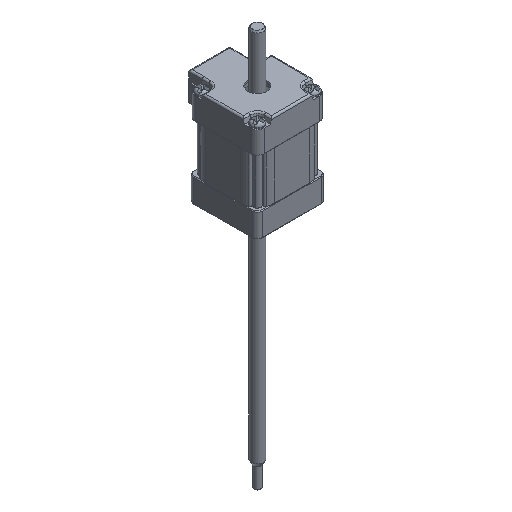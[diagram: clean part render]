
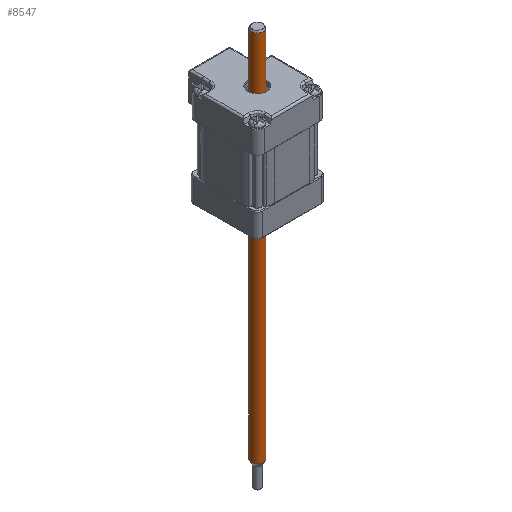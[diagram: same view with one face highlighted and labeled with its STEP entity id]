
A CAD part, isometric view. The second image highlights one B-rep face of the part: STEP entity #8547.
In plain terms, the highlighted cylindrical face has radius 1.75 mm (diameter 3.5 mm), a partial arc.
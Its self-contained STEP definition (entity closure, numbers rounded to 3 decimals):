
#125 = ORIENTED_EDGE ( 'NONE', *, *, #11221, .T. ) ;
#354 = ORIENTED_EDGE ( 'NONE', *, *, #6952, .T. ) ;
#621 = AXIS2_PLACEMENT_3D ( 'NONE', #5270, #11676, #6177 ) ;
#1513 = AXIS2_PLACEMENT_3D ( 'NONE', #4031, #8519, #6749 ) ;
#1857 = CYLINDRICAL_SURFACE ( 'NONE', #1513, 1.75 ) ;
#2141 = VERTEX_POINT ( 'NONE', #10805 ) ;
#2282 = CARTESIAN_POINT ( 'NONE',  ( 1.185, -2.047, 30.416 ) ) ;
#2300 = CIRCLE ( 'NONE', #621, 1.75 ) ;
#2465 = CARTESIAN_POINT ( 'NONE',  ( 1.185, -2.047, -77.785 ) ) ;
#2484 = DIRECTION ( 'NONE',  ( 0., 0., -1. ) ) ;
#3232 = ORIENTED_EDGE ( 'NONE', *, *, #9818, .F. ) ;
#3559 = VERTEX_POINT ( 'NONE', #3755 ) ;
#3755 = CARTESIAN_POINT ( 'NONE',  ( 3.721, -4.459, -77.785 ) ) ;
#3821 = DIRECTION ( 'NONE',  ( 0., 0., -1. ) ) ;
#3854 = LINE ( 'NONE', #7867, #5998 ) ;
#4031 = CARTESIAN_POINT ( 'NONE',  ( 2.453, -3.253, -95.484 ) ) ;
#4925 = EDGE_LOOP ( 'NONE', ( #3232, #125, #354, #9550 ) ) ;
#4952 = VECTOR ( 'NONE', #2484, 1000. ) ;
#5202 = AXIS2_PLACEMENT_3D ( 'NONE', #9314, #3821, #10239 ) ;
#5232 = LINE ( 'NONE', #9859, #4952 ) ;
#5270 = CARTESIAN_POINT ( 'NONE',  ( 2.453, -3.253, 30.416 ) ) ;
#5998 = VECTOR ( 'NONE', #10666, 1000. ) ;
#6177 = DIRECTION ( 'NONE',  ( -0.725, 0.689, 0. ) ) ;
#6749 = DIRECTION ( 'NONE',  ( -0.725, 0.689, 0. ) ) ;
#6952 = EDGE_CURVE ( 'NONE', #11662, #8735, #5232, .T. ) ;
#7867 = CARTESIAN_POINT ( 'NONE',  ( 3.721, -4.459, -95.484 ) ) ;
#8519 = DIRECTION ( 'NONE',  ( 0., 0., -1. ) ) ;
#8547 = ADVANCED_FACE ( 'NONE', ( #11734 ), #1857, .T. ) ;
#8735 = VERTEX_POINT ( 'NONE', #2465 ) ;
#9314 = CARTESIAN_POINT ( 'NONE',  ( 2.453, -3.253, -77.785 ) ) ;
#9550 = ORIENTED_EDGE ( 'NONE', *, *, #10568, .F. ) ;
#9818 = EDGE_CURVE ( 'NONE', #2141, #3559, #3854, .T. ) ;
#9859 = CARTESIAN_POINT ( 'NONE',  ( 1.185, -2.047, -95.484 ) ) ;
#9860 = CIRCLE ( 'NONE', #5202, 1.75 ) ;
#10239 = DIRECTION ( 'NONE',  ( 0.725, -0.689, 0. ) ) ;
#10568 = EDGE_CURVE ( 'NONE', #3559, #8735, #9860, .T. ) ;
#10666 = DIRECTION ( 'NONE',  ( 0., 0., -1. ) ) ;
#10805 = CARTESIAN_POINT ( 'NONE',  ( 3.721, -4.459, 30.416 ) ) ;
#11221 = EDGE_CURVE ( 'NONE', #2141, #11662, #2300, .T. ) ;
#11662 = VERTEX_POINT ( 'NONE', #2282 ) ;
#11676 = DIRECTION ( 'NONE',  ( 0., 0., -1. ) ) ;
#11734 = FACE_OUTER_BOUND ( 'NONE', #4925, .T. ) ;
